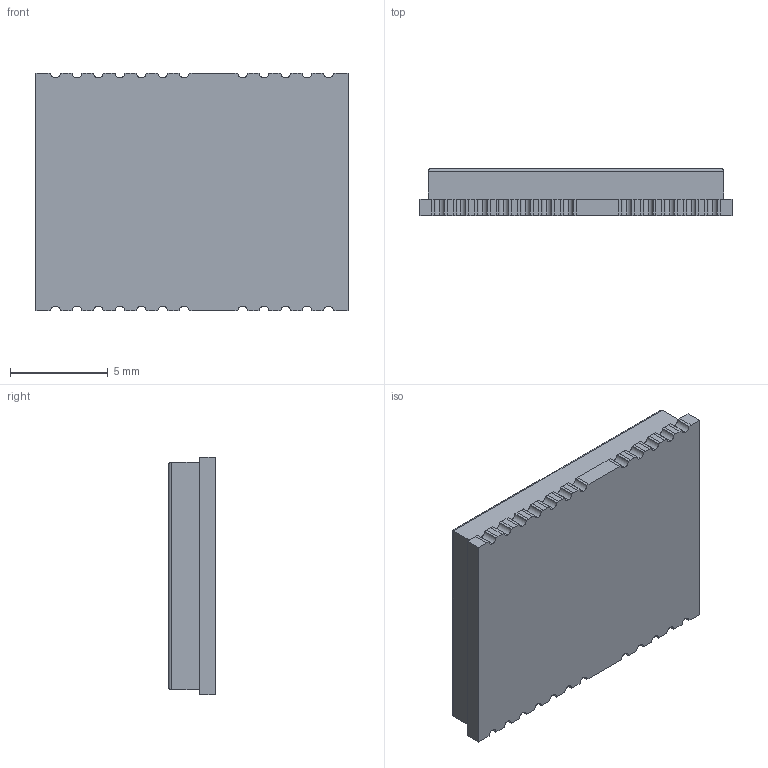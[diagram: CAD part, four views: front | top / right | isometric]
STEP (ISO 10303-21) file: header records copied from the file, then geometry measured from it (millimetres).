
FILE_DESCRIPTION (( 'STEP AP214' ), '1' );
FILE_NAME ('uBlox NEO.STEP', '2014-03-15T12:24:31', ( 'MARK' ), ( '' ), 'SwSTEP 2.0', 'SolidWorks 2014', '' );
FILE_SCHEMA (( 'AUTOMOTIVE_DESIGN' ));
Length unit declared in the file: millimetre
Products named in the file (1): uBlox NEO
Bounding box: 16 x 2.4 x 12.2 mm (x, y, z)
Volume: 436.7 mm3; surface area: 518.8 mm2
Topology: 1 solids, 1 shells, 194 faces, 870 edges, 748 vertices
Faces by surface type: plane 154, cylinder 40
Entity records: 15085 total; most frequent: CARTESIAN_POINT 5892, ORIENTED_EDGE 1740, DIRECTION 1078, EDGE_CURVE 870, VERTEX_POINT 748, VECTOR 528, LINE 528, AXIS2_PLACEMENT_3D 275
